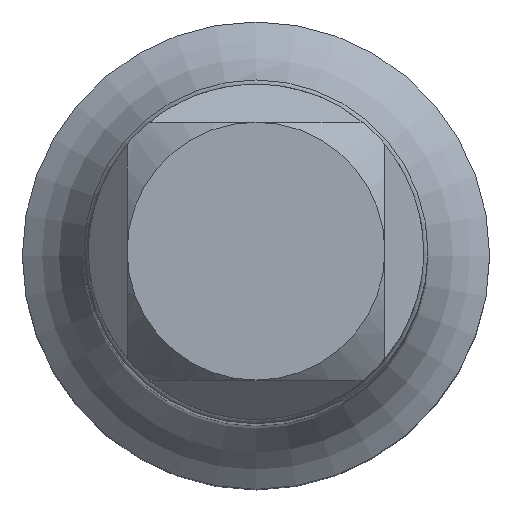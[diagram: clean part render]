
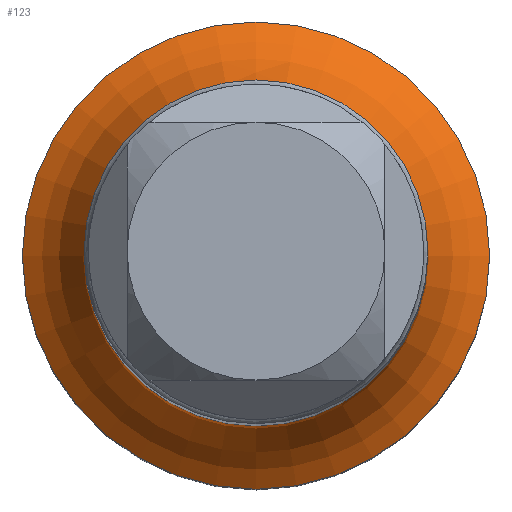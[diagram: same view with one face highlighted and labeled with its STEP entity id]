
A CAD part, top view. The second image highlights one B-rep face of the part: STEP entity #123.
In plain terms, the highlighted toroidal (fillet/blend) face has major radius 10.75 mm and minor radius 5 mm.
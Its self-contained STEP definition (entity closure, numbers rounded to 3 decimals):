
#123=ADVANCED_FACE('',(#156,#157),#145,.F.);
#145=TOROIDAL_SURFACE('',#450,10.75,5.);
#156=FACE_BOUND('',#174,.T.);
#157=FACE_BOUND('',#175,.T.);
#174=EDGE_LOOP('',(#225));
#175=EDGE_LOOP('',(#226));
#225=ORIENTED_EDGE('',*,*,#340,.T.);
#226=ORIENTED_EDGE('',*,*,#341,.F.);
#308=VERTEX_POINT('',#666);
#309=VERTEX_POINT('',#669);
#340=EDGE_CURVE('',#308,#308,#370,.T.);
#341=EDGE_CURVE('',#309,#309,#371,.T.);
#370=CIRCLE('',#447,5.75);
#371=CIRCLE('',#449,8.155);
#447=AXIS2_PLACEMENT_3D('',#665,#518,#519);
#449=AXIS2_PLACEMENT_3D('',#668,#522,#523);
#450=AXIS2_PLACEMENT_3D('',#670,#524,#525);
#518=DIRECTION('',(0.,0.,-1.));
#519=DIRECTION('',(-1.,0.,0.));
#522=DIRECTION('',(0.,0.,-1.));
#523=DIRECTION('',(0.,1.,0.));
#524=DIRECTION('',(0.,0.,-1.));
#525=DIRECTION('',(1.,0.,0.));
#665=CARTESIAN_POINT('',(0.,0.,-85.726));
#666=CARTESIAN_POINT('',(-5.75,0.,-85.726));
#668=CARTESIAN_POINT('',(0.,0.,-90.));
#669=CARTESIAN_POINT('',(0.,8.155,-90.));
#670=CARTESIAN_POINT('',(0.,0.,-85.726));
